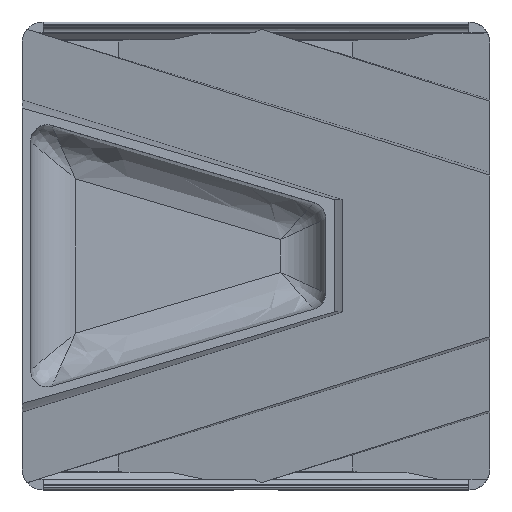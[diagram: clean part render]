
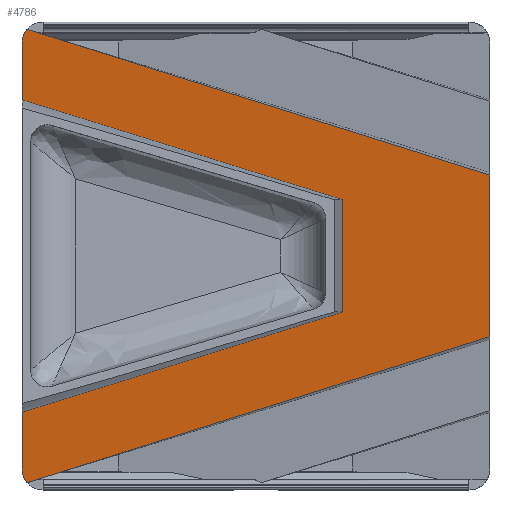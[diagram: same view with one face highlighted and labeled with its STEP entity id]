
A CAD part, top view. The second image highlights one B-rep face of the part: STEP entity #4786.
In plain terms, the highlighted planar face has unit normal (-0.208, 0, 0.978).
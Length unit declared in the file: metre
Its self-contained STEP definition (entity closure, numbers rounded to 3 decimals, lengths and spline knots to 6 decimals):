
#81=ELLIPSE('',#5127,0.003834,0.00375);
#82=ELLIPSE('',#5128,0.003834,0.00375);
#361=B_SPLINE_CURVE_WITH_KNOTS('',3,(#7315,#7316,#7317,#7318),
 .UNSPECIFIED.,.F.,.F.,(4,4),(0.000001,0.061065),
 .UNSPECIFIED.);
#362=B_SPLINE_CURVE_WITH_KNOTS('',3,(#7322,#7323,#7324,#7325),
 .UNSPECIFIED.,.F.,.F.,(4,4),(0.042489,0.103419),
 .UNSPECIFIED.);
#457=ORIENTED_EDGE('',*,*,#1879,.F.);
#458=ORIENTED_EDGE('',*,*,#1869,.F.);
#459=ORIENTED_EDGE('',*,*,#1880,.F.);
#460=ORIENTED_EDGE('',*,*,#1861,.F.);
#461=ORIENTED_EDGE('',*,*,#1881,.T.);
#462=ORIENTED_EDGE('',*,*,#1882,.F.);
#463=ORIENTED_EDGE('',*,*,#1883,.F.);
#464=ORIENTED_EDGE('',*,*,#1884,.F.);
#465=ORIENTED_EDGE('',*,*,#1885,.F.);
#466=ORIENTED_EDGE('',*,*,#1886,.F.);
#1861=EDGE_CURVE('',#2569,#2570,#3003,.T.);
#1869=EDGE_CURVE('',#2577,#2578,#3004,.T.);
#1879=EDGE_CURVE('',#2578,#2586,#81,.F.);
#1880=EDGE_CURVE('',#2570,#2577,#3005,.T.);
#1881=EDGE_CURVE('',#2569,#2587,#82,.T.);
#1882=EDGE_CURVE('',#2588,#2587,#3006,.T.);
#1883=EDGE_CURVE('',#2589,#2588,#361,.T.);
#1884=EDGE_CURVE('',#2590,#2589,#3007,.T.);
#1885=EDGE_CURVE('',#2591,#2590,#362,.T.);
#1886=EDGE_CURVE('',#2586,#2591,#3008,.T.);
#2569=VERTEX_POINT('',#7224);
#2570=VERTEX_POINT('',#7226);
#2577=VERTEX_POINT('',#7264);
#2578=VERTEX_POINT('',#7265);
#2586=VERTEX_POINT('',#7309);
#2587=VERTEX_POINT('',#7312);
#2588=VERTEX_POINT('',#7314);
#2589=VERTEX_POINT('',#7319);
#2590=VERTEX_POINT('',#7321);
#2591=VERTEX_POINT('',#7326);
#3003=LINE('',#7225,#3435);
#3004=LINE('',#7263,#3436);
#3005=LINE('',#7310,#3437);
#3006=LINE('',#7313,#3438);
#3007=LINE('',#7320,#3439);
#3008=LINE('',#7327,#3440);
#3435=VECTOR('',#5690,1.);
#3436=VECTOR('',#5695,1.);
#3437=VECTOR('',#5704,1.);
#3438=VECTOR('',#5707,1.);
#3439=VECTOR('',#5708,1.);
#3440=VECTOR('',#5709,1.);
#3850=EDGE_LOOP('',(#457,#458,#459,#460,#461,#462,#463,#464,#465,#466));
#4214=FACE_BOUND('',#3850,.T.);
#4575=PLANE('',#5126);
#4786=ADVANCED_FACE('',(#4214),#4575,.T.);
#5126=AXIS2_PLACEMENT_3D('',#7307,#5700,#5701);
#5127=AXIS2_PLACEMENT_3D('',#7308,#5702,#5703);
#5128=AXIS2_PLACEMENT_3D('',#7311,#5705,#5706);
#5690=DIRECTION('',(0.935,-0.294,0.199));
#5695=DIRECTION('',(-0.935,-0.294,-0.199));
#5700=DIRECTION('',(-0.208,0.,0.978));
#5701=DIRECTION('',(0.978,0.,0.208));
#5702=DIRECTION('',(-0.208,0.,0.978));
#5703=DIRECTION('',(0.978,0.,0.208));
#5704=DIRECTION('',(0.,-1.,0.));
#5705=DIRECTION('',(-0.208,0.,0.978));
#5706=DIRECTION('',(0.978,0.,0.208));
#5707=DIRECTION('',(0.,1.,0.));
#5708=DIRECTION('',(0.,1.,0.));
#5709=DIRECTION('',(0.,1.,0.));
#7224=CARTESIAN_POINT('',(0.08515,0.082438,0.006445));
#7225=CARTESIAN_POINT('',(0.132907,0.0674,0.016596));
#7226=CARTESIAN_POINT('',(0.16775,0.056429,0.024002));
#7263=CARTESIAN_POINT('',(0.132907,0.0166,0.016596));
#7264=CARTESIAN_POINT('',(0.16775,0.027571,0.024002));
#7265=CARTESIAN_POINT('',(0.08515,0.001562,0.006445));
#7307=CARTESIAN_POINT('',(0.16592,0.042,0.023613));
#7308=CARTESIAN_POINT('',(0.088,0.004,0.00705));
#7309=CARTESIAN_POINT('',(0.08425,0.004,0.006253));
#7310=CARTESIAN_POINT('',(0.16775,0.042,0.024002));
#7311=CARTESIAN_POINT('',(0.088,0.08,0.00705));
#7312=CARTESIAN_POINT('',(0.08425,0.08,0.006253));
#7313=CARTESIAN_POINT('',(0.08425,0.042,0.006253));
#7314=CARTESIAN_POINT('',(0.08425,0.069825,0.006253));
#7315=CARTESIAN_POINT('',(0.141378,0.052,0.018396));
#7316=CARTESIAN_POINT('',(0.122344,0.057971,0.01435));
#7317=CARTESIAN_POINT('',(0.103313,0.063952,0.010305));
#7318=CARTESIAN_POINT('',(0.08425,0.069825,0.006253));
#7319=CARTESIAN_POINT('',(0.141378,0.052,0.018396));
#7320=CARTESIAN_POINT('',(0.141378,0.042,0.018396));
#7321=CARTESIAN_POINT('',(0.141378,0.032,0.018396));
#7322=CARTESIAN_POINT('',(0.08425,0.014175,0.006253));
#7323=CARTESIAN_POINT('',(0.103313,0.020048,0.010305));
#7324=CARTESIAN_POINT('',(0.122344,0.026029,0.01435));
#7325=CARTESIAN_POINT('',(0.141378,0.032,0.018396));
#7326=CARTESIAN_POINT('',(0.08425,0.014175,0.006253));
#7327=CARTESIAN_POINT('',(0.08425,0.042,0.006253));
